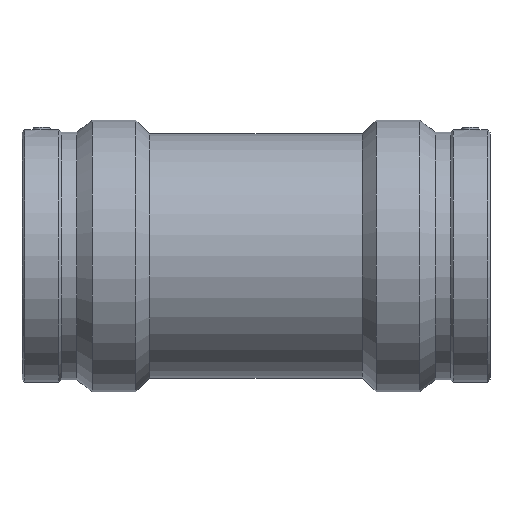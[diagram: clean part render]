
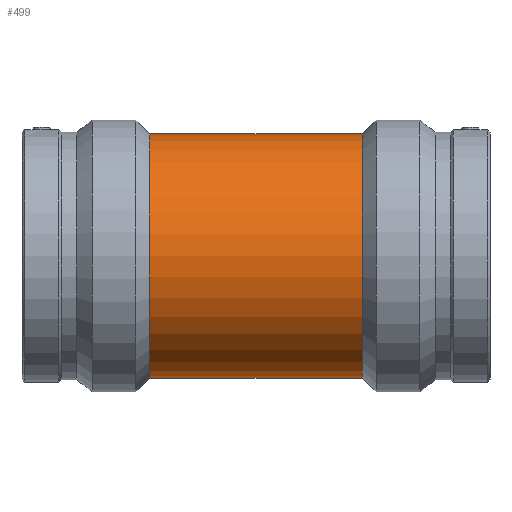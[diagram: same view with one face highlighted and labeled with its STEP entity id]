
A CAD part, top view. The second image highlights one B-rep face of the part: STEP entity #499.
In plain terms, the highlighted cylindrical face has radius 110.25 mm (diameter 220.5 mm), a full revolution.
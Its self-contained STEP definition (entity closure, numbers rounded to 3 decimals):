
#30=B_SPLINE_CURVE_WITH_KNOTS('',3,(#865,#866,#867,#868,#869,#870,#871,
#872,#873,#874,#875,#876,#877,#878,#879,#880,#881,#882,#883,#884,#885,#886,
#887,#888,#889,#890,#891,#892,#893,#894,#895,#896,#897,#898,#899,#900,#901,
#902,#903,#904,#905,#906,#907,#908,#909,#910,#911,#912,#913,#914,#915,#916,
#917,#918,#919,#920,#921,#922,#923,#924,#925,#926,#927,#928,#929,#930),
 .UNSPECIFIED.,.T.,.F.,(4,2,2,2,2,2,2,2,2,2,2,2,2,2,2,2,2,2,2,2,2,2,2,2,
2,2,2,2,2,2,2,2,4),(0.,1.278,2.557,3.835,
5.113,6.384,7.654,8.924,10.195,
11.465,12.736,14.006,15.276,16.555,
17.833,19.111,20.39,21.668,22.946,
24.225,25.503,26.773,28.044,29.314,
30.584,31.855,33.125,34.396,35.666,
36.944,38.223,39.501,40.779),
 .UNSPECIFIED.);
#69=FACE_BOUND('',#187,.T.);
#70=FACE_BOUND('',#188,.T.);
#117=FACE_OUTER_BOUND('',#186,.T.);
#186=EDGE_LOOP('',(#412));
#187=EDGE_LOOP('',(#413));
#188=EDGE_LOOP('',(#414));
#251=CIRCLE('',#568,110.25);
#252=CIRCLE('',#570,110.25);
#276=VERTEX_POINT('',#864);
#297=VERTEX_POINT('',#1058);
#298=VERTEX_POINT('',#1061);
#322=EDGE_CURVE('',#276,#276,#30,.T.);
#343=EDGE_CURVE('',#297,#297,#251,.T.);
#344=EDGE_CURVE('',#298,#298,#252,.T.);
#412=ORIENTED_EDGE('',*,*,#343,.T.);
#413=ORIENTED_EDGE('',*,*,#322,.T.);
#414=ORIENTED_EDGE('',*,*,#344,.F.);
#465=CYLINDRICAL_SURFACE('',#569,110.25);
#499=ADVANCED_FACE('',(#117,#69,#70),#465,.T.);
#568=AXIS2_PLACEMENT_3D('',#1059,#704,#705);
#569=AXIS2_PLACEMENT_3D('',#1060,#706,#707);
#570=AXIS2_PLACEMENT_3D('',#1062,#708,#709);
#704=DIRECTION('center_axis',(1.,0.,0.));
#705=DIRECTION('ref_axis',(0.,0.,-1.));
#706=DIRECTION('center_axis',(1.,0.,0.));
#707=DIRECTION('ref_axis',(0.,1.,0.));
#708=DIRECTION('center_axis',(1.,0.,0.));
#709=DIRECTION('ref_axis',(0.,0.,-1.));
#864=CARTESIAN_POINT('',(0.,-65.625,-88.591));
#865=CARTESIAN_POINT('Ctrl Pts',(0.,-65.625,-88.591));
#866=CARTESIAN_POINT('Ctrl Pts',(4.261,-65.625,-88.591));
#867=CARTESIAN_POINT('Ctrl Pts',(8.614,-65.204,-88.908));
#868=CARTESIAN_POINT('Ctrl Pts',(17.185,-63.486,-90.143));
#869=CARTESIAN_POINT('Ctrl Pts',(21.403,-62.189,-91.058));
#870=CARTESIAN_POINT('Ctrl Pts',(29.435,-58.815,-93.273));
#871=CARTESIAN_POINT('Ctrl Pts',(33.257,-56.734,-94.572));
#872=CARTESIAN_POINT('Ctrl Pts',(40.31,-51.96,-97.277));
#873=CARTESIAN_POINT('Ctrl Pts',(43.541,-49.267,-98.68));
#874=CARTESIAN_POINT('Ctrl Pts',(49.249,-43.559,-101.329));
#875=CARTESIAN_POINT('Ctrl Pts',(51.94,-40.337,-102.674));
#876=CARTESIAN_POINT('Ctrl Pts',(56.72,-33.282,-105.173));
#877=CARTESIAN_POINT('Ctrl Pts',(58.81,-29.448,-106.325));
#878=CARTESIAN_POINT('Ctrl Pts',(62.195,-21.39,-108.234));
#879=CARTESIAN_POINT('Ctrl Pts',(63.493,-17.158,-108.992));
#880=CARTESIAN_POINT('Ctrl Pts',(65.209,-8.58,-110.));
#881=CARTESIAN_POINT('Ctrl Pts',(65.625,-4.235,-110.25));
#882=CARTESIAN_POINT('Ctrl Pts',(65.625,4.235,-110.25));
#883=CARTESIAN_POINT('Ctrl Pts',(65.209,8.58,-110.));
#884=CARTESIAN_POINT('Ctrl Pts',(63.493,17.158,-108.992));
#885=CARTESIAN_POINT('Ctrl Pts',(62.195,21.39,-108.234));
#886=CARTESIAN_POINT('Ctrl Pts',(58.81,29.448,-106.325));
#887=CARTESIAN_POINT('Ctrl Pts',(56.72,33.282,-105.173));
#888=CARTESIAN_POINT('Ctrl Pts',(51.94,40.337,-102.674));
#889=CARTESIAN_POINT('Ctrl Pts',(49.249,43.559,-101.329));
#890=CARTESIAN_POINT('Ctrl Pts',(43.541,49.267,-98.68));
#891=CARTESIAN_POINT('Ctrl Pts',(40.31,51.96,-97.277));
#892=CARTESIAN_POINT('Ctrl Pts',(33.257,56.734,-94.572));
#893=CARTESIAN_POINT('Ctrl Pts',(29.435,58.815,-93.273));
#894=CARTESIAN_POINT('Ctrl Pts',(21.403,62.189,-91.058));
#895=CARTESIAN_POINT('Ctrl Pts',(17.185,63.486,-90.143));
#896=CARTESIAN_POINT('Ctrl Pts',(8.614,65.204,-88.908));
#897=CARTESIAN_POINT('Ctrl Pts',(4.261,65.625,-88.591));
#898=CARTESIAN_POINT('Ctrl Pts',(-4.261,65.625,-88.591));
#899=CARTESIAN_POINT('Ctrl Pts',(-8.614,65.204,-88.908));
#900=CARTESIAN_POINT('Ctrl Pts',(-17.185,63.486,-90.143));
#901=CARTESIAN_POINT('Ctrl Pts',(-21.403,62.189,-91.058));
#902=CARTESIAN_POINT('Ctrl Pts',(-29.435,58.815,-93.273));
#903=CARTESIAN_POINT('Ctrl Pts',(-33.257,56.734,-94.572));
#904=CARTESIAN_POINT('Ctrl Pts',(-40.31,51.96,-97.277));
#905=CARTESIAN_POINT('Ctrl Pts',(-43.541,49.267,-98.68));
#906=CARTESIAN_POINT('Ctrl Pts',(-49.249,43.559,-101.329));
#907=CARTESIAN_POINT('Ctrl Pts',(-51.94,40.337,-102.674));
#908=CARTESIAN_POINT('Ctrl Pts',(-56.72,33.282,-105.173));
#909=CARTESIAN_POINT('Ctrl Pts',(-58.81,29.448,-106.325));
#910=CARTESIAN_POINT('Ctrl Pts',(-62.195,21.39,-108.234));
#911=CARTESIAN_POINT('Ctrl Pts',(-63.493,17.158,-108.992));
#912=CARTESIAN_POINT('Ctrl Pts',(-65.209,8.58,-110.));
#913=CARTESIAN_POINT('Ctrl Pts',(-65.625,4.235,-110.25));
#914=CARTESIAN_POINT('Ctrl Pts',(-65.625,-4.235,-110.25));
#915=CARTESIAN_POINT('Ctrl Pts',(-65.209,-8.58,-110.));
#916=CARTESIAN_POINT('Ctrl Pts',(-63.493,-17.158,-108.992));
#917=CARTESIAN_POINT('Ctrl Pts',(-62.195,-21.39,-108.234));
#918=CARTESIAN_POINT('Ctrl Pts',(-58.81,-29.448,-106.325));
#919=CARTESIAN_POINT('Ctrl Pts',(-56.72,-33.282,-105.173));
#920=CARTESIAN_POINT('Ctrl Pts',(-51.94,-40.337,-102.674));
#921=CARTESIAN_POINT('Ctrl Pts',(-49.249,-43.559,-101.329));
#922=CARTESIAN_POINT('Ctrl Pts',(-43.541,-49.267,-98.68));
#923=CARTESIAN_POINT('Ctrl Pts',(-40.31,-51.96,-97.277));
#924=CARTESIAN_POINT('Ctrl Pts',(-33.257,-56.734,-94.572));
#925=CARTESIAN_POINT('Ctrl Pts',(-29.435,-58.815,-93.273));
#926=CARTESIAN_POINT('Ctrl Pts',(-21.403,-62.189,-91.058));
#927=CARTESIAN_POINT('Ctrl Pts',(-17.185,-63.486,-90.143));
#928=CARTESIAN_POINT('Ctrl Pts',(-8.614,-65.204,-88.908));
#929=CARTESIAN_POINT('Ctrl Pts',(-4.261,-65.625,-88.591));
#930=CARTESIAN_POINT('Ctrl Pts',(0.,-65.625,-88.591));
#1058=CARTESIAN_POINT('',(-96.005,110.25,0.));
#1059=CARTESIAN_POINT('Origin',(-96.005,0.,0.));
#1060=CARTESIAN_POINT('Origin',(0.,0.,0.));
#1061=CARTESIAN_POINT('',(96.005,110.25,0.));
#1062=CARTESIAN_POINT('Origin',(96.005,0.,0.));
